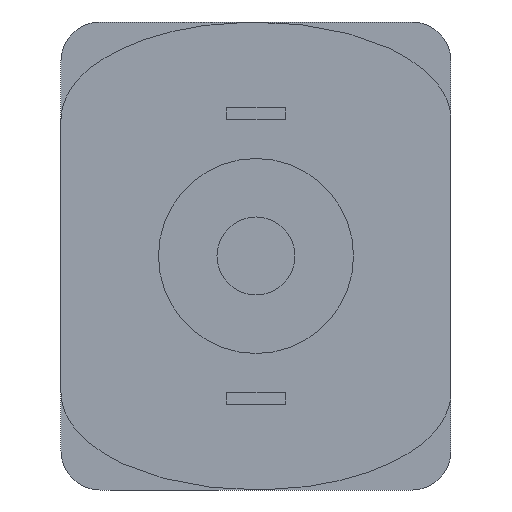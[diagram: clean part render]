
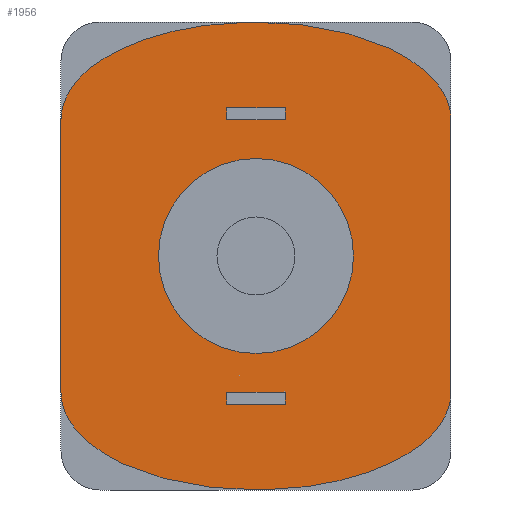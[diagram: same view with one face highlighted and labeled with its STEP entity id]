
A CAD part, front view. The second image highlights one B-rep face of the part: STEP entity #1956.
In plain terms, the highlighted planar face has unit normal (0, -1, 0).
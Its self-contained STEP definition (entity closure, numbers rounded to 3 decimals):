
#74=FACE_BOUND('',#367,.T.);
#75=FACE_BOUND('',#368,.T.);
#76=FACE_BOUND('',#369,.T.);
#129=CIRCLE('',#2112,2.5);
#227=FACE_OUTER_BOUND('',#366,.T.);
#366=EDGE_LOOP('',(#1320,#1321,#1322,#1323));
#367=EDGE_LOOP('',(#1324));
#368=EDGE_LOOP('',(#1325,#1326,#1327,#1328));
#369=EDGE_LOOP('',(#1329,#1330,#1331,#1332));
#560=LINE('',#2994,#712);
#561=LINE('',#3021,#713);
#562=LINE('',#3026,#714);
#563=LINE('',#3028,#715);
#564=LINE('',#3030,#716);
#565=LINE('',#3031,#717);
#566=LINE('',#3034,#718);
#567=LINE('',#3036,#719);
#568=LINE('',#3038,#720);
#569=LINE('',#3039,#721);
#712=VECTOR('',#2348,7.);
#713=VECTOR('',#2349,7.);
#714=VECTOR('',#2352,1.5);
#715=VECTOR('',#2353,0.3);
#716=VECTOR('',#2354,1.5);
#717=VECTOR('',#2355,0.3);
#718=VECTOR('',#2356,0.3);
#719=VECTOR('',#2357,1.5);
#720=VECTOR('',#2358,0.3);
#721=VECTOR('',#2359,1.5);
#864=B_SPLINE_CURVE_WITH_KNOTS('',3,(#2968,#2969,#2970,#2971,#2972,#2973,
#2974,#2975,#2976,#2977,#2978,#2979,#2980,#2981,#2982,#2983,#2984,#2985,
#2986,#2987,#2988,#2989,#2990,#2991,#2992),.UNSPECIFIED.,.F.,.F.,(4,3,3,
3,3,3,3,3,4),(0.,0.073,0.146,0.219,
0.292,0.365,0.438,0.51,
0.583),.UNSPECIFIED.);
#865=B_SPLINE_CURVE_WITH_KNOTS('',3,(#2996,#2997,#2998,#2999,#3000,#3001,
#3002,#3003,#3004,#3005,#3006,#3007,#3008,#3009,#3010,#3011,#3012,#3013,
#3014,#3015,#3016,#3017,#3018,#3019,#3020),.UNSPECIFIED.,.F.,.F.,(4,3,3,
3,3,3,3,3,4),(0.,0.073,0.146,0.219,
0.292,0.365,0.438,0.51,
0.583),.UNSPECIFIED.);
#872=VERTEX_POINT('',#2966);
#873=VERTEX_POINT('',#2967);
#874=VERTEX_POINT('',#2993);
#875=VERTEX_POINT('',#2995);
#876=VERTEX_POINT('',#3022);
#877=VERTEX_POINT('',#3024);
#878=VERTEX_POINT('',#3025);
#879=VERTEX_POINT('',#3027);
#880=VERTEX_POINT('',#3029);
#881=VERTEX_POINT('',#3032);
#882=VERTEX_POINT('',#3033);
#883=VERTEX_POINT('',#3035);
#884=VERTEX_POINT('',#3037);
#1062=EDGE_CURVE('',#872,#873,#864,.T.);
#1063=EDGE_CURVE('',#874,#872,#560,.T.);
#1064=EDGE_CURVE('',#875,#874,#865,.T.);
#1065=EDGE_CURVE('',#873,#875,#561,.T.);
#1066=EDGE_CURVE('',#876,#876,#129,.F.);
#1067=EDGE_CURVE('',#877,#878,#562,.T.);
#1068=EDGE_CURVE('',#879,#877,#563,.T.);
#1069=EDGE_CURVE('',#880,#879,#564,.T.);
#1070=EDGE_CURVE('',#878,#880,#565,.T.);
#1071=EDGE_CURVE('',#881,#882,#566,.T.);
#1072=EDGE_CURVE('',#883,#881,#567,.T.);
#1073=EDGE_CURVE('',#884,#883,#568,.T.);
#1074=EDGE_CURVE('',#882,#884,#569,.T.);
#1320=ORIENTED_EDGE('',*,*,#1062,.F.);
#1321=ORIENTED_EDGE('',*,*,#1063,.F.);
#1322=ORIENTED_EDGE('',*,*,#1064,.F.);
#1323=ORIENTED_EDGE('',*,*,#1065,.F.);
#1324=ORIENTED_EDGE('',*,*,#1066,.F.);
#1325=ORIENTED_EDGE('',*,*,#1067,.F.);
#1326=ORIENTED_EDGE('',*,*,#1068,.F.);
#1327=ORIENTED_EDGE('',*,*,#1069,.F.);
#1328=ORIENTED_EDGE('',*,*,#1070,.F.);
#1329=ORIENTED_EDGE('',*,*,#1071,.F.);
#1330=ORIENTED_EDGE('',*,*,#1072,.F.);
#1331=ORIENTED_EDGE('',*,*,#1073,.F.);
#1332=ORIENTED_EDGE('',*,*,#1074,.F.);
#1836=PLANE('',#2111);
#1956=ADVANCED_FACE('',(#227,#74,#75,#76),#1836,.F.);
#2111=AXIS2_PLACEMENT_3D('',#2965,#2346,#2347);
#2112=AXIS2_PLACEMENT_3D('',#3023,#2350,#2351);
#2346=DIRECTION('center_axis',(0.,1.,0.));
#2347=DIRECTION('ref_axis',(0.,0.,1.));
#2348=DIRECTION('',(0.,0.,-1.));
#2349=DIRECTION('',(0.,0.,1.));
#2350=DIRECTION('center_axis',(0.,1.,0.));
#2351=DIRECTION('ref_axis',(0.,0.,1.));
#2352=DIRECTION('',(-1.,0.,0.));
#2353=DIRECTION('',(0.,0.,1.));
#2354=DIRECTION('',(1.,0.,0.));
#2355=DIRECTION('',(0.,0.,-1.));
#2356=DIRECTION('',(0.,0.,-1.));
#2357=DIRECTION('',(-1.,0.,0.));
#2358=DIRECTION('',(0.,0.,1.));
#2359=DIRECTION('',(1.,0.,0.));
#2965=CARTESIAN_POINT('Origin',(0.,0.,-3.5));
#2966=CARTESIAN_POINT('',(5.,0.,-3.5));
#2967=CARTESIAN_POINT('',(-5.,0.,-3.5));
#2968=CARTESIAN_POINT('Ctrl Pts',(5.,0.,-3.5));
#2969=CARTESIAN_POINT('Ctrl Pts',(5.,0.,-3.827));
#2970=CARTESIAN_POINT('Ctrl Pts',(4.87,0.,
-4.154));
#2971=CARTESIAN_POINT('Ctrl Pts',(4.619,0.,
-4.457));
#2972=CARTESIAN_POINT('Ctrl Pts',(4.369,0.,
-4.759));
#2973=CARTESIAN_POINT('Ctrl Pts',(3.998,0.,
-5.036));
#2974=CARTESIAN_POINT('Ctrl Pts',(3.536,0.,
-5.268));
#2975=CARTESIAN_POINT('Ctrl Pts',(3.073,0.,
-5.499));
#2976=CARTESIAN_POINT('Ctrl Pts',(2.518,0.,
-5.684));
#2977=CARTESIAN_POINT('Ctrl Pts',(1.913,0.,
-5.81));
#2978=CARTESIAN_POINT('Ctrl Pts',(1.309,0.,
-5.935));
#2979=CARTESIAN_POINT('Ctrl Pts',(0.654,0.,
-6.));
#2980=CARTESIAN_POINT('Ctrl Pts',(0.,0.,
-6.));
#2981=CARTESIAN_POINT('Ctrl Pts',(-0.654,0.,
-6.));
#2982=CARTESIAN_POINT('Ctrl Pts',(-1.309,0.,
-5.935));
#2983=CARTESIAN_POINT('Ctrl Pts',(-1.913,0.,
-5.81));
#2984=CARTESIAN_POINT('Ctrl Pts',(-2.518,0.,
-5.684));
#2985=CARTESIAN_POINT('Ctrl Pts',(-3.073,0.,
-5.499));
#2986=CARTESIAN_POINT('Ctrl Pts',(-3.536,0.,
-5.268));
#2987=CARTESIAN_POINT('Ctrl Pts',(-3.998,0.,
-5.036));
#2988=CARTESIAN_POINT('Ctrl Pts',(-4.369,0.,
-4.759));
#2989=CARTESIAN_POINT('Ctrl Pts',(-4.619,0.,
-4.457));
#2990=CARTESIAN_POINT('Ctrl Pts',(-4.87,0.,
-4.154));
#2991=CARTESIAN_POINT('Ctrl Pts',(-5.,0.,-3.827));
#2992=CARTESIAN_POINT('Ctrl Pts',(-5.,0.,-3.5));
#2993=CARTESIAN_POINT('',(5.,0.,3.5));
#2994=CARTESIAN_POINT('',(5.,0.,3.5));
#2995=CARTESIAN_POINT('',(-5.,0.,3.5));
#2996=CARTESIAN_POINT('Ctrl Pts',(-5.,0.,3.5));
#2997=CARTESIAN_POINT('Ctrl Pts',(-5.,0.,3.827));
#2998=CARTESIAN_POINT('Ctrl Pts',(-4.87,0.,
4.154));
#2999=CARTESIAN_POINT('Ctrl Pts',(-4.619,0.,
4.457));
#3000=CARTESIAN_POINT('Ctrl Pts',(-4.369,0.,
4.759));
#3001=CARTESIAN_POINT('Ctrl Pts',(-3.998,0.,
5.036));
#3002=CARTESIAN_POINT('Ctrl Pts',(-3.536,0.,
5.268));
#3003=CARTESIAN_POINT('Ctrl Pts',(-3.073,0.,
5.499));
#3004=CARTESIAN_POINT('Ctrl Pts',(-2.518,0.,
5.684));
#3005=CARTESIAN_POINT('Ctrl Pts',(-1.913,0.,5.81));
#3006=CARTESIAN_POINT('Ctrl Pts',(-1.309,0.,
5.935));
#3007=CARTESIAN_POINT('Ctrl Pts',(-0.654,0.,
6.));
#3008=CARTESIAN_POINT('Ctrl Pts',(0.,0.,6.));
#3009=CARTESIAN_POINT('Ctrl Pts',(0.654,0.,
6.));
#3010=CARTESIAN_POINT('Ctrl Pts',(1.309,0.,
5.935));
#3011=CARTESIAN_POINT('Ctrl Pts',(1.913,0.,
5.81));
#3012=CARTESIAN_POINT('Ctrl Pts',(2.518,0.,
5.684));
#3013=CARTESIAN_POINT('Ctrl Pts',(3.073,0.,
5.499));
#3014=CARTESIAN_POINT('Ctrl Pts',(3.536,0.,
5.268));
#3015=CARTESIAN_POINT('Ctrl Pts',(3.998,0.,
5.036));
#3016=CARTESIAN_POINT('Ctrl Pts',(4.369,0.,
4.759));
#3017=CARTESIAN_POINT('Ctrl Pts',(4.619,0.,
4.457));
#3018=CARTESIAN_POINT('Ctrl Pts',(4.87,0.,
4.154));
#3019=CARTESIAN_POINT('Ctrl Pts',(5.,0.,3.827));
#3020=CARTESIAN_POINT('Ctrl Pts',(5.,0.,3.5));
#3021=CARTESIAN_POINT('',(-5.,0.,-3.5));
#3022=CARTESIAN_POINT('',(0.,0.,2.5));
#3023=CARTESIAN_POINT('Origin',(0.,0.,0.));
#3024=CARTESIAN_POINT('',(0.75,0.,-3.5));
#3025=CARTESIAN_POINT('',(-0.75,0.,-3.5));
#3026=CARTESIAN_POINT('',(0.75,0.,-3.5));
#3027=CARTESIAN_POINT('',(0.75,0.,-3.8));
#3028=CARTESIAN_POINT('',(0.75,0.,-3.8));
#3029=CARTESIAN_POINT('',(-0.75,0.,-3.8));
#3030=CARTESIAN_POINT('',(-0.75,0.,-3.8));
#3031=CARTESIAN_POINT('',(-0.75,0.,-3.5));
#3032=CARTESIAN_POINT('',(-0.75,0.,3.8));
#3033=CARTESIAN_POINT('',(-0.75,0.,3.5));
#3034=CARTESIAN_POINT('',(-0.75,0.,3.8));
#3035=CARTESIAN_POINT('',(0.75,0.,3.8));
#3036=CARTESIAN_POINT('',(0.75,0.,3.8));
#3037=CARTESIAN_POINT('',(0.75,0.,3.5));
#3038=CARTESIAN_POINT('',(0.75,0.,3.5));
#3039=CARTESIAN_POINT('',(-0.75,0.,3.5));
